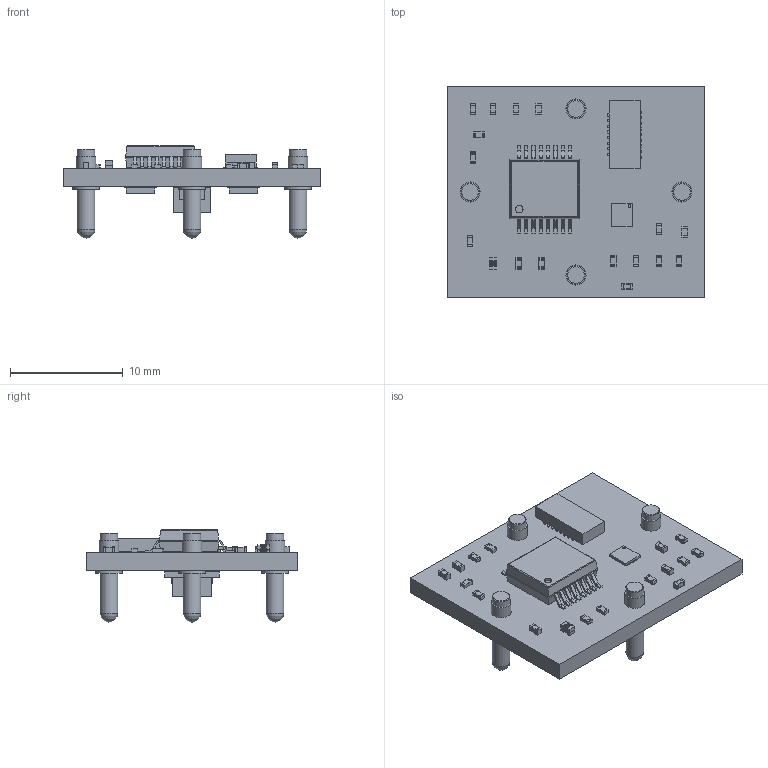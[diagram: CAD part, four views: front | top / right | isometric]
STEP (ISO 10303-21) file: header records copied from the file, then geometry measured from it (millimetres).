
FILE_DESCRIPTION(('FreeCAD Model'),'2;1');
FILE_NAME('Open CASCADE Shape Model','2021-03-28T23:09:11',('Author'),( ''),'Open CASCADE STEP processor 7.4','FreeCAD','Unknown');
FILE_SCHEMA(('AUTOMOTIVE_DESIGN { 1 0 10303 214 1 1 1 1 }'));
Length unit declared in the file: millimetre
Products named in the file (26): sensor_board; Board_Geoms_a923; Pcb_a923; Step_Models_a923; Top_a923; R10_R_0402_1005Metric_5FFF49AC; C1_C_0402_1005Metric_5FFA9137; IC1_ASSEMBLY_60588C14; Body001; PinsArrayLR; IC2_ASSEMBLY_5FFA920D; Array; Body002; J1_ASSEMBLY_5FFA9235; Body003; Pins001; L1_Type_9_604DF232; Bot_a923; D2_ASSEMBLY_5FFA91A7; Body; Pins; J2_Unnamed_604DEDFB; Cylinder001; Cylinder002; Chamfer; LED1_part_60608867
Assembly tree (43 placements, depth 5):
  sensor_board
    Board_Geoms_a923
      Pcb_a923
    Step_Models_a923
      Top_a923
        R10_R_0402_1005Metric_5FFF49AC  x10
        C1_C_0402_1005Metric_5FFA9137  x6
        IC1_ASSEMBLY_60588C14
          Body001
          PinsArrayLR
        IC2_ASSEMBLY_5FFA920D
          Array
          Body002
        J1_ASSEMBLY_5FFA9235
          Body003
          Pins001
        L1_Type_9_604DF232
      Bot_a923
        D2_ASSEMBLY_5FFA91A7  x2
          Body
          Pins
        J2_Unnamed_604DEDFB  x4
          Cylinder001
          Cylinder002
          Chamfer
        LED1_part_60608867
Bounding box: 22.86 x 18.8 x 8.17 mm (x, y, z)
Volume: 882.5 mm3; surface area: 1671.4 mm2
Topology: 128 solids, 128 shells, 1265 faces, 6421 edges, 15552 vertices
Faces by surface type: plane 804, cylinder 341, torus 88, sphere 20, bspline 4, cone 4, revolution 4
Full cylindrical faces by diameter (mm): 0.173 x1, 0.231 x1, 0.662 x1, 1.575 x4, 1.753 x4, 1.78 x4, 2.362 x4
Entity records: 71881 total; most frequent: CARTESIAN_POINT 21089, DIRECTION 8258, ORIENTED_EDGE 3664, LINE 3413, VECTOR 3413, GEOMETRIC_CURVE_SET 3224, TRIMMED_CURVE 3178, AXIS2_PLACEMENT_3D 2422
